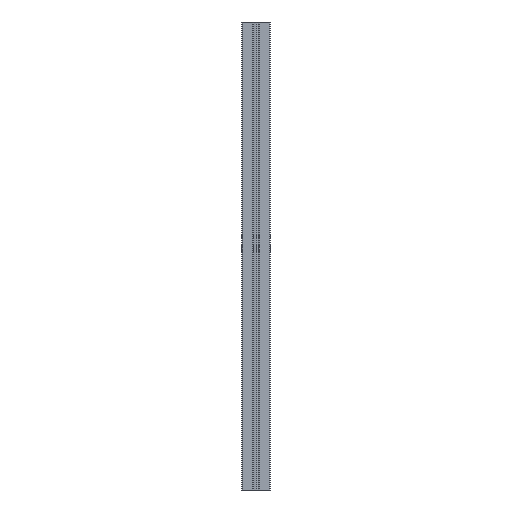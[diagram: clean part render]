
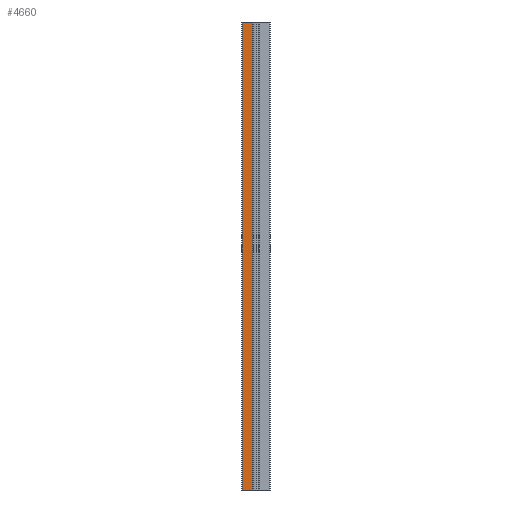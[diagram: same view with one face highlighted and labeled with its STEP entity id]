
A CAD part, left-side view. The second image highlights one B-rep face of the part: STEP entity #4660.
In plain terms, the highlighted planar face has unit normal (-1, 0, 0).
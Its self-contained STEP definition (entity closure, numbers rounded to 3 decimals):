
#37 = EDGE_CURVE ( 'NONE', #833, #2747, #3002, .T. ) ;
#46 = LINE ( 'NONE', #392, #3273 ) ;
#240 = DIRECTION ( 'NONE',  ( 0., 1., 0. ) ) ;
#392 = CARTESIAN_POINT ( 'NONE',  ( -30., 6.45, 1000. ) ) ;
#730 = CARTESIAN_POINT ( 'NONE',  ( -30., 6.45, 1000. ) ) ;
#767 = FACE_OUTER_BOUND ( 'NONE', #3372, .T. ) ;
#833 = VERTEX_POINT ( 'NONE', #2685 ) ;
#1184 = VERTEX_POINT ( 'NONE', #730 ) ;
#1900 = CARTESIAN_POINT ( 'NONE',  ( -30., 28., 0. ) ) ;
#1920 = DIRECTION ( 'NONE',  ( 0., 0., 1. ) ) ;
#1959 = DIRECTION ( 'NONE',  ( 0., -1., 0. ) ) ;
#2036 = VECTOR ( 'NONE', #6027, 1000. ) ;
#2043 = EDGE_CURVE ( 'NONE', #2747, #4557, #5085, .T. ) ;
#2051 = ORIENTED_EDGE ( 'NONE', *, *, #2043, .T. ) ;
#2216 = CARTESIAN_POINT ( 'NONE',  ( -30., 6.15, 1000. ) ) ;
#2346 = CARTESIAN_POINT ( 'NONE',  ( -30., 6.15, 0. ) ) ;
#2391 = AXIS2_PLACEMENT_3D ( 'NONE', #2216, #3559, #240 ) ;
#2445 = CARTESIAN_POINT ( 'NONE',  ( -30., 6.45, 0. ) ) ;
#2685 = CARTESIAN_POINT ( 'NONE',  ( -30., 28., 1000. ) ) ;
#2736 = VECTOR ( 'NONE', #5402, 1000. ) ;
#2747 = VERTEX_POINT ( 'NONE', #1900 ) ;
#2864 = CARTESIAN_POINT ( 'NONE',  ( -30., 6.15, 1000. ) ) ;
#3002 = LINE ( 'NONE', #4877, #2736 ) ;
#3273 = VECTOR ( 'NONE', #1920, 1000. ) ;
#3372 = EDGE_LOOP ( 'NONE', ( #2051, #5253, #5531, #5025 ) ) ;
#3559 = DIRECTION ( 'NONE',  ( 1., 0., 0. ) ) ;
#4215 = VECTOR ( 'NONE', #1959, 1000. ) ;
#4488 = EDGE_CURVE ( 'NONE', #833, #1184, #5302, .T. ) ;
#4557 = VERTEX_POINT ( 'NONE', #2445 ) ;
#4660 = ADVANCED_FACE ( 'NONE', ( #767 ), #4973, .F. ) ;
#4875 = EDGE_CURVE ( 'NONE', #4557, #1184, #46, .T. ) ;
#4877 = CARTESIAN_POINT ( 'NONE',  ( -30., 28., 1000. ) ) ;
#4973 = PLANE ( 'NONE',  #2391 ) ;
#5025 = ORIENTED_EDGE ( 'NONE', *, *, #37, .T. ) ;
#5085 = LINE ( 'NONE', #2346, #2036 ) ;
#5253 = ORIENTED_EDGE ( 'NONE', *, *, #4875, .T. ) ;
#5302 = LINE ( 'NONE', #2864, #4215 ) ;
#5402 = DIRECTION ( 'NONE',  ( 0., 0., -1. ) ) ;
#5531 = ORIENTED_EDGE ( 'NONE', *, *, #4488, .F. ) ;
#6027 = DIRECTION ( 'NONE',  ( 0., -1., 0. ) ) ;
